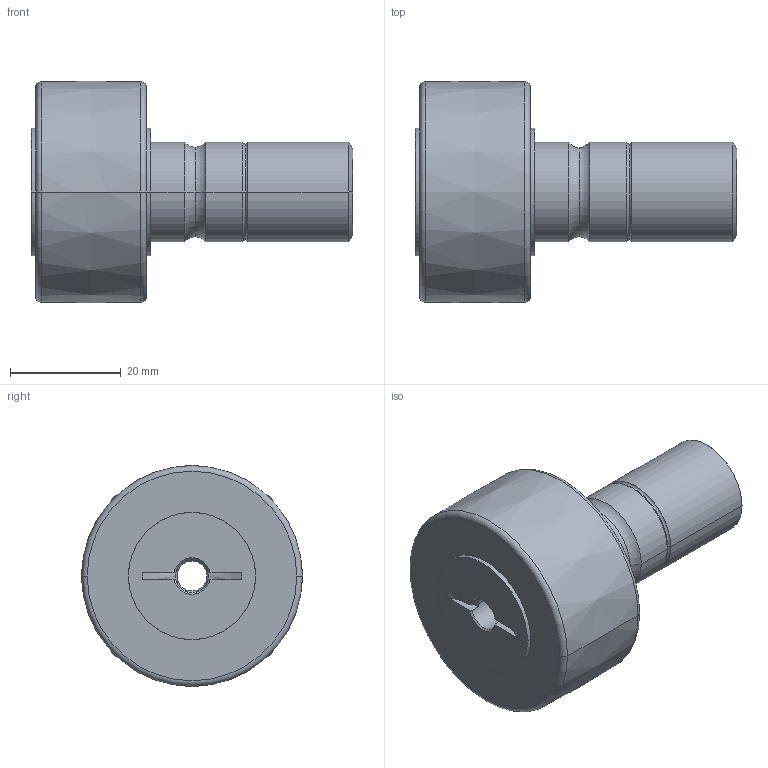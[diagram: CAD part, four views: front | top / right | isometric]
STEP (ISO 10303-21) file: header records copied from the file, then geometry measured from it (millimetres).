
FILE_DESCRIPTION(('starvars output'),'2;1');
FILE_NAME('TIN20313.stp','10:30:07 2014/10/23',( 'Thomas Industrial Network Germany GmbH'),( 'Thomas Industrial Network Germany GmbH'),'unknown preprocess','ACIS' ,'unknown authorization');
FILE_SCHEMA(('AUTOMOTIVE_DESIGN_CC2 {UNKNOWN IMPLEMENTATION LEVEL}'));
Length unit declared in the file: millimetre
Products named in the file (1): PRODUCT_ID_1
Bounding box: 58.1 x 39.98 x 40 mm (x, y, z)
Volume: 33226.7 mm3; surface area: 8155.4 mm2
Topology: 1 solids, 1 shells, 58 faces, 132 edges, 77 vertices
Faces by surface type: cylinder 20, cone 14, torus 12, plane 10, bspline 2
Entity records: 2015 total; most frequent: CARTESIAN_POINT 385, ORIENTED_EDGE 264, DIRECTION 182, EDGE_CURVE 132, VERTEX_POINT 77, AXIS2_PLACEMENT_3D 71, EDGE_LOOP 63, FACE_BOUND 63
